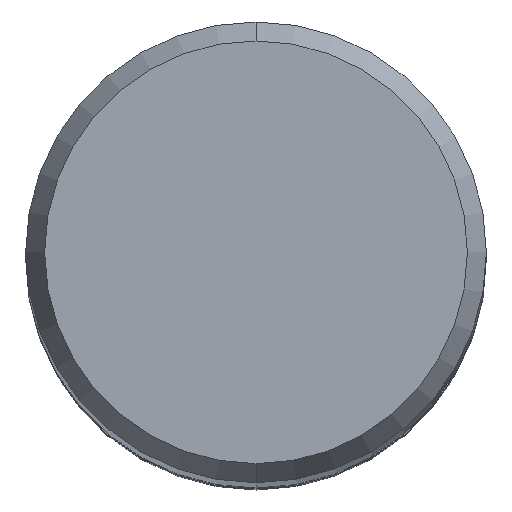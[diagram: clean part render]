
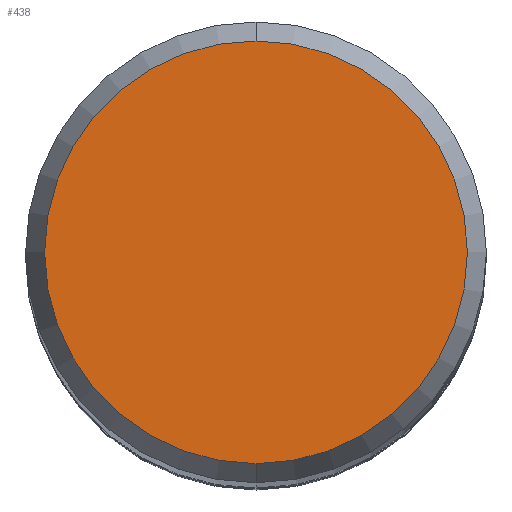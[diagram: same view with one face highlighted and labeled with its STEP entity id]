
A CAD part, top view. The second image highlights one B-rep face of the part: STEP entity #438.
In plain terms, the highlighted planar face has unit normal (0, 0, 1).
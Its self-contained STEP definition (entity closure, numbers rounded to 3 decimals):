
#260=VERTEX_POINT('',#586);
#266=VERTEX_POINT('',#592);
#286=EDGE_CURVE('',#260,#266,#612,.T.);
#358=EDGE_CURVE('',#266,#260,#693,.T.);
#438=ADVANCED_FACE('',(#781),#782,.T.);
#586=CARTESIAN_POINT('',(0.0,5.098,0.0));
#592=CARTESIAN_POINT('',(0.,-5.098,0.0));
#612=CIRCLE('',#1054,5.098);
#693=CIRCLE('',#1201,5.098);
#781=FACE_OUTER_BOUND('',#1453,.T.);
#782=PLANE('',#1454);
#1054=AXIS2_PLACEMENT_3D('',#1628,#1629,#1630);
#1201=AXIS2_PLACEMENT_3D('',#1744,#1745,#1746);
#1453=EDGE_LOOP('',(#1857,#1858));
#1454=AXIS2_PLACEMENT_3D('',#1859,#1860,#1861);
#1628=CARTESIAN_POINT('',(0.0,0.0,0.0));
#1629=DIRECTION('',(0.0,0.0,-1.0));
#1630=DIRECTION('',(0.0,1.0,0.0));
#1744=CARTESIAN_POINT('',(0.0,0.0,0.0));
#1745=DIRECTION('',(0.0,0.0,-1.0));
#1746=DIRECTION('',(0.0,1.0,0.0));
#1857=ORIENTED_EDGE('',*,*,#286,.F.);
#1858=ORIENTED_EDGE('',*,*,#358,.F.);
#1859=CARTESIAN_POINT('',(0.0,2.549,0.0));
#1860=DIRECTION('',(-0.0,0.0,1.0));
#1861=DIRECTION('',(0.0,-1.0,0.0));
